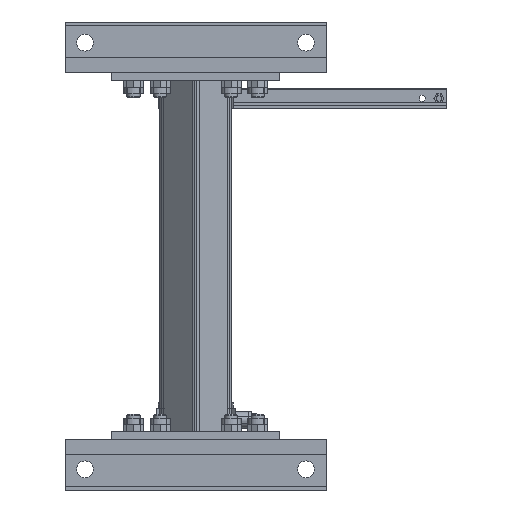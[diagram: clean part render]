
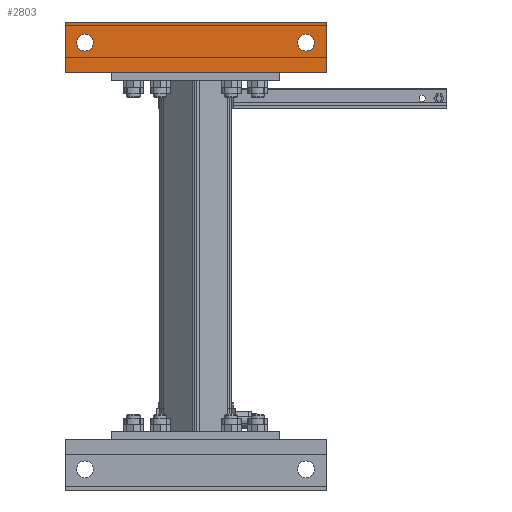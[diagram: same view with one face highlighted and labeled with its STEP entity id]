
A CAD part, left-side view. The second image highlights one B-rep face of the part: STEP entity #2803.
In plain terms, the highlighted face is planar.
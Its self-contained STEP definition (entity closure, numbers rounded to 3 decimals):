
#2803=ADVANCED_FACE('',(#5199,#5200,#5201),#5202,.T.);
#5199=FACE_BOUND('',#7936,.T.);
#5200=FACE_BOUND('',#7937,.T.);
#5201=FACE_OUTER_BOUND('',#7938,.T.);
#5202=PLANE('',#7939);
#7936=EDGE_LOOP('',(#11382));
#7937=EDGE_LOOP('',(#11383));
#7938=EDGE_LOOP('',(#11384,#11385,#11386,#11387));
#7939=AXIS2_PLACEMENT_3D('',#11388,#11389,#11390);
#11382=ORIENTED_EDGE('',*,*,#16178,.T.);
#11383=ORIENTED_EDGE('',*,*,#16590,.T.);
#11384=ORIENTED_EDGE('',*,*,#16591,.T.);
#11385=ORIENTED_EDGE('',*,*,#16592,.F.);
#11386=ORIENTED_EDGE('',*,*,#16593,.T.);
#11387=ORIENTED_EDGE('',*,*,#16594,.T.);
#11388=CARTESIAN_POINT('',(37.5,0.,0.));
#11389=DIRECTION('',(0.,-1.,0.));
#11390=DIRECTION('',(1.,0.,0.));
#16178=EDGE_CURVE('',#18715,#18715,#18716,.T.);
#16590=EDGE_CURVE('',#19386,#19386,#19387,.T.);
#16591=EDGE_CURVE('',#19388,#19389,#19390,.T.);
#16592=EDGE_CURVE('',#19391,#19389,#19392,.T.);
#16593=EDGE_CURVE('',#19391,#19393,#19394,.T.);
#16594=EDGE_CURVE('',#19393,#19388,#19395,.T.);
#18715=VERTEX_POINT('',#23274);
#18716=CIRCLE('',#23275,12.5);
#19386=VERTEX_POINT('',#25024);
#19387=CIRCLE('',#25025,12.5);
#19388=VERTEX_POINT('',#25026);
#19389=VERTEX_POINT('',#25027);
#19390=LINE('',#25028,#25029);
#19391=VERTEX_POINT('',#25030);
#19392=LINE('',#25031,#25032);
#19393=VERTEX_POINT('',#25033);
#19394=LINE('',#25034,#25035);
#19395=LINE('',#25036,#25037);
#23274=CARTESIAN_POINT('',(56.5,0.,30.));
#23275=AXIS2_PLACEMENT_3D('',#29502,#29503,#29504);
#25024=CARTESIAN_POINT('',(56.5,0.,360.));
#25025=AXIS2_PLACEMENT_3D('',#29929,#29930,#29931);
#25026=CARTESIAN_POINT('',(75.,0.,390.));
#25027=CARTESIAN_POINT('',(0.,0.,390.));
#25028=CARTESIAN_POINT('',(0.,0.,390.));
#25029=VECTOR('',#29932,1.);
#25030=CARTESIAN_POINT('',(0.,0.,0.));
#25031=CARTESIAN_POINT('',(0.,0.,0.));
#25032=VECTOR('',#29933,1.);
#25033=CARTESIAN_POINT('',(75.,0.,0.));
#25034=CARTESIAN_POINT('',(0.,0.,0.));
#25035=VECTOR('',#29934,1.);
#25036=CARTESIAN_POINT('',(75.,0.,0.));
#25037=VECTOR('',#29935,1.);
#29502=CARTESIAN_POINT('',(44.,0.,30.));
#29503=DIRECTION('',(0.,1.,0.));
#29504=DIRECTION('',(1.,0.,0.));
#29929=CARTESIAN_POINT('',(44.,0.,360.));
#29930=DIRECTION('',(0.,1.,0.));
#29931=DIRECTION('',(1.,0.,0.));
#29932=DIRECTION('',(-1.,0.,0.));
#29933=DIRECTION('',(0.,0.,1.));
#29934=DIRECTION('',(1.,0.,0.));
#29935=DIRECTION('',(0.,0.,1.));
